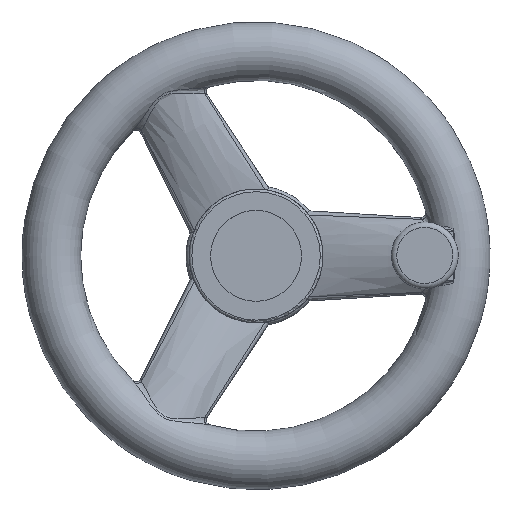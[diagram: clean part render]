
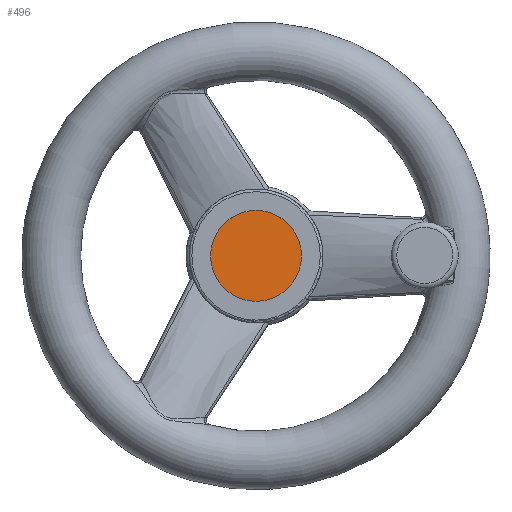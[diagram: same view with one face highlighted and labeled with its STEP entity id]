
A CAD part, top view. The second image highlights one B-rep face of the part: STEP entity #496.
In plain terms, the highlighted planar face has unit normal (0, 0, 1).
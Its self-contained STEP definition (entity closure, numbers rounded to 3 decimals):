
#496 = ADVANCED_FACE( '', ( #1079 ), #1080, .F. );
#1079 = FACE_OUTER_BOUND( '', #5092, .T. );
#1080 = PLANE( '', #5093 );
#5092 = EDGE_LOOP( '', ( #7380 ) );
#5093 = AXIS2_PLACEMENT_3D( '', #7381, #7382, #7383 );
#7380 = ORIENTED_EDGE( '', *, *, #7749, .T. );
#7381 = CARTESIAN_POINT( '', ( 3.991, 16.525, 41.2 ) );
#7382 = DIRECTION( '', ( 0., 0., -1. ) );
#7383 = DIRECTION( '', ( -0.972, 0.235, 0. ) );
#7749 = EDGE_CURVE( '', #8382, #8382, #8383, .F. );
#8382 = VERTEX_POINT( '', #9442 );
#8383 = CIRCLE( '', #9443, 17. );
#9442 = CARTESIAN_POINT( '', ( 0., 17., 41.2 ) );
#9443 = AXIS2_PLACEMENT_3D( '', #13487, #13488, #13489 );
#13487 = CARTESIAN_POINT( '', ( 0., 0., 41.2 ) );
#13488 = DIRECTION( '', ( 0., 0., -1. ) );
#13489 = DIRECTION( '', ( 0., 1., 0. ) );
